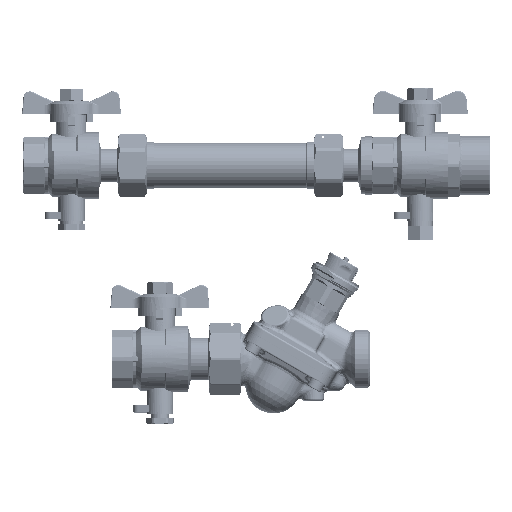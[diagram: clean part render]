
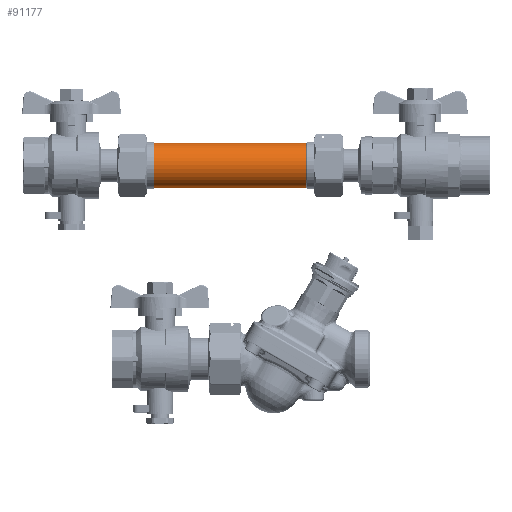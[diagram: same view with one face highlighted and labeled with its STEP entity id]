
A CAD part, top view. The second image highlights one B-rep face of the part: STEP entity #91177.
In plain terms, the highlighted cylindrical face has radius 12.7 mm (diameter 25.4 mm), a full revolution.
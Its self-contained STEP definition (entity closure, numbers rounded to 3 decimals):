
#21668=CYLINDRICAL_SURFACE('',#97516,12.7);
#22968=ORIENTED_EDGE('',*,*,#51540,.F.);
#22969=ORIENTED_EDGE('',*,*,#51542,.T.);
#51540=EDGE_CURVE('',#65830,#65830,#75169,.T.);
#51542=EDGE_CURVE('',#65832,#65832,#75171,.T.);
#65830=VERTEX_POINT('',#134961);
#65832=VERTEX_POINT('',#134966);
#75169=CIRCLE('',#97512,12.7);
#75171=CIRCLE('',#97515,12.7);
#77987=EDGE_LOOP('',(#22968));
#77988=EDGE_LOOP('',(#22969));
#84415=FACE_BOUND('',#77987,.T.);
#84416=FACE_BOUND('',#77988,.T.);
#91177=ADVANCED_FACE('',(#84415,#84416),#21668,.T.);
#97512=AXIS2_PLACEMENT_3D('',#134960,#108118,#108119);
#97515=AXIS2_PLACEMENT_3D('',#134965,#108124,#108125);
#97516=AXIS2_PLACEMENT_3D('',#134967,#108126,#108127);
#108118=DIRECTION('',(1.,0.,0.));
#108119=DIRECTION('',(0.,1.,0.));
#108124=DIRECTION('',(1.,0.,0.));
#108125=DIRECTION('',(0.,1.,0.));
#108126=DIRECTION('',(1.,0.,0.));
#108127=DIRECTION('',(0.,1.,0.));
#134960=CARTESIAN_POINT('',(134.8,0.,-11.));
#134961=CARTESIAN_POINT('',(134.8,12.7,-11.));
#134965=CARTESIAN_POINT('',(48.8,0.,-11.));
#134966=CARTESIAN_POINT('',(48.8,12.7,-11.));
#134967=CARTESIAN_POINT('',(91.8,0.,-11.));
